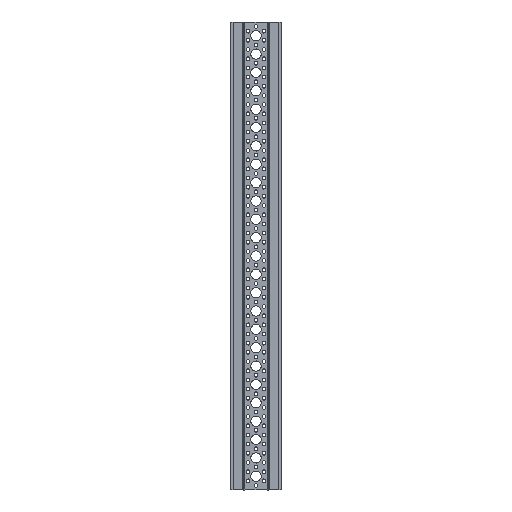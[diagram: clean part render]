
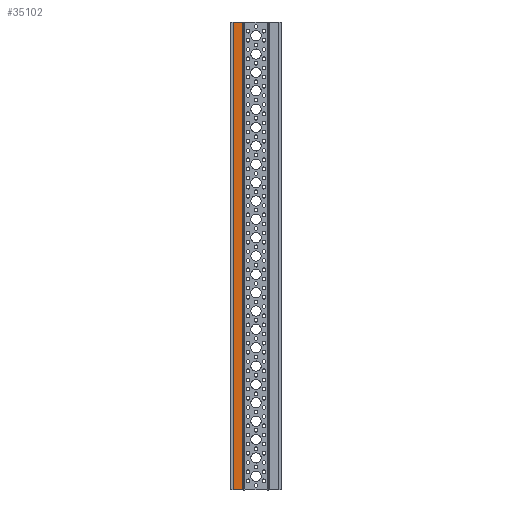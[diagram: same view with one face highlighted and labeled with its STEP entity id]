
A CAD part, front view. The second image highlights one B-rep face of the part: STEP entity #35102.
In plain terms, the highlighted planar face has unit normal (0, -1, 0).
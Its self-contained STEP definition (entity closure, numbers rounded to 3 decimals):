
#1450 = ORIENTED_EDGE ( 'NONE', *, *, #13820, .F. ) ;
#2455 = CARTESIAN_POINT ( 'NONE',  ( -11.407, 16.5, 220. ) ) ;
#5853 = LINE ( 'NONE', #34240, #64527 ) ;
#6729 = DIRECTION ( 'NONE',  ( -1., 0., 0. ) ) ;
#9838 = CARTESIAN_POINT ( 'NONE',  ( -20., 16.5, -220. ) ) ;
#13327 = LINE ( 'NONE', #81027, #23456 ) ;
#13820 = EDGE_CURVE ( 'NONE', #38774, #22169, #64303, .T. ) ;
#21970 = EDGE_CURVE ( 'NONE', #38774, #78189, #5853, .T. ) ;
#22169 = VERTEX_POINT ( 'NONE', #27901 ) ;
#23220 = DIRECTION ( 'NONE',  ( 0., 0., -1. ) ) ;
#23456 = VECTOR ( 'NONE', #46747, 1000. ) ;
#27901 = CARTESIAN_POINT ( 'NONE',  ( -11.407, 16.5, -220. ) ) ;
#31656 = DIRECTION ( 'NONE',  ( 1., 0., 0. ) ) ;
#33075 = EDGE_CURVE ( 'NONE', #62664, #22169, #52874, .T. ) ;
#34240 = CARTESIAN_POINT ( 'NONE',  ( -20., 16.5, 188. ) ) ;
#35102 = ADVANCED_FACE ( 'NONE', ( #71983 ), #63888, .F. ) ;
#37513 = VECTOR ( 'NONE', #31656, 1000. ) ;
#38437 = CARTESIAN_POINT ( 'NONE',  ( 0., 16.5, -220. ) ) ;
#38742 = EDGE_LOOP ( 'NONE', ( #1450, #48376, #47231, #51868 ) ) ;
#38774 = VERTEX_POINT ( 'NONE', #49583 ) ;
#44020 = CARTESIAN_POINT ( 'NONE',  ( -20., 16.5, 220. ) ) ;
#46747 = DIRECTION ( 'NONE',  ( 0., 0., 1. ) ) ;
#47231 = ORIENTED_EDGE ( 'NONE', *, *, #87300, .F. ) ;
#48376 = ORIENTED_EDGE ( 'NONE', *, *, #21970, .T. ) ;
#49305 = AXIS2_PLACEMENT_3D ( 'NONE', #44020, #78306, #85975 ) ;
#49583 = CARTESIAN_POINT ( 'NONE',  ( -11.407, 16.5, 188. ) ) ;
#51868 = ORIENTED_EDGE ( 'NONE', *, *, #33075, .T. ) ;
#52874 = LINE ( 'NONE', #38437, #37513 ) ;
#58885 = CARTESIAN_POINT ( 'NONE',  ( -20., 16.5, 188. ) ) ;
#62664 = VERTEX_POINT ( 'NONE', #9838 ) ;
#63888 = PLANE ( 'NONE',  #49305 ) ;
#64303 = LINE ( 'NONE', #2455, #82968 ) ;
#64527 = VECTOR ( 'NONE', #6729, 1000. ) ;
#71983 = FACE_OUTER_BOUND ( 'NONE', #38742, .T. ) ;
#78189 = VERTEX_POINT ( 'NONE', #58885 ) ;
#78306 = DIRECTION ( 'NONE',  ( 0., 1., 0. ) ) ;
#81027 = CARTESIAN_POINT ( 'NONE',  ( -20., 16.5, 220. ) ) ;
#82968 = VECTOR ( 'NONE', #23220, 1000. ) ;
#85975 = DIRECTION ( 'NONE',  ( -1., 0., 0. ) ) ;
#87300 = EDGE_CURVE ( 'NONE', #62664, #78189, #13327, .T. ) ;
